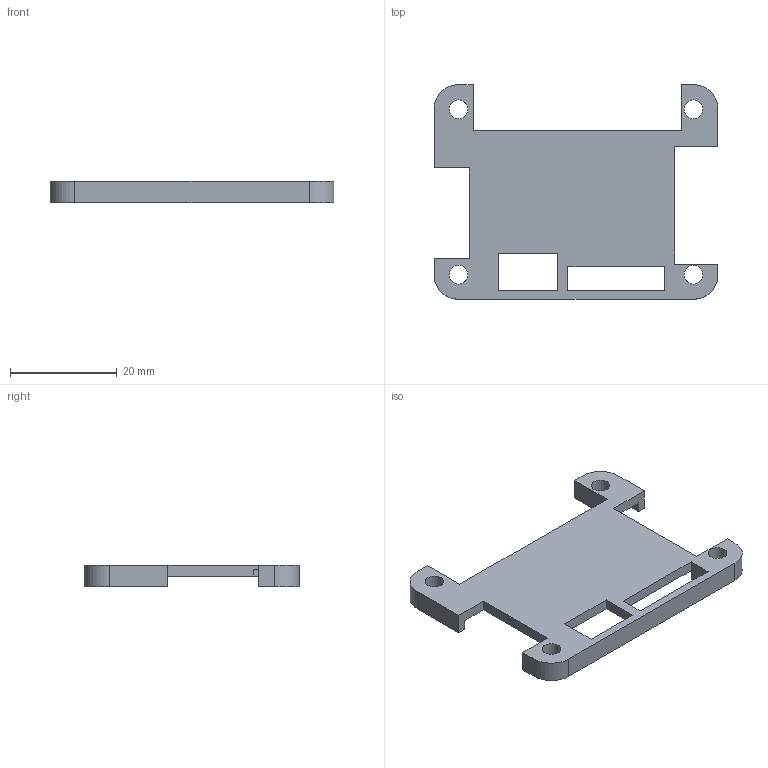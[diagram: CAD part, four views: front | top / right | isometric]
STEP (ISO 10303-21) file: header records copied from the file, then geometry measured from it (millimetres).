
FILE_DESCRIPTION(/* description */ (''),/* implementation_level */ '2;1');
FILE_NAME(/* name */ 'Icebreaker Top.step',/* time_stamp */ '2019-01-05T22:34:21+01:00',/* author */ ('fusion360Y89T7'),/* organization */ (''),/* preprocessor_version */ 'ST-DEVELOPER v17.2',/* originating_system */ 'Autodesk Translation Framework v7.6.0.251',/* authorisation */ '');
FILE_SCHEMA (('AUTOMOTIVE_DESIGN { 1 0 10303 214 3 1 1 }'));
Length unit declared in the file: millimetre
Products named in the file (1): top
Bounding box: 53.2 x 40.2 x 4 mm (x, y, z)
Volume: 3056.9 mm3; surface area: 3824.1 mm2
Topology: 1 solids, 1 shells, 50 faces, 146 edges, 97 vertices
Faces by surface type: plane 42, cylinder 8
Full cylindrical faces by diameter (mm): 3.5 x4
Entity records: 1699 total; most frequent: CARTESIAN_POINT 294, ORIENTED_EDGE 292, DIRECTION 268, EDGE_CURVE 146, LINE 126, VECTOR 126, VERTEX_POINT 97, AXIS2_PLACEMENT_3D 71
